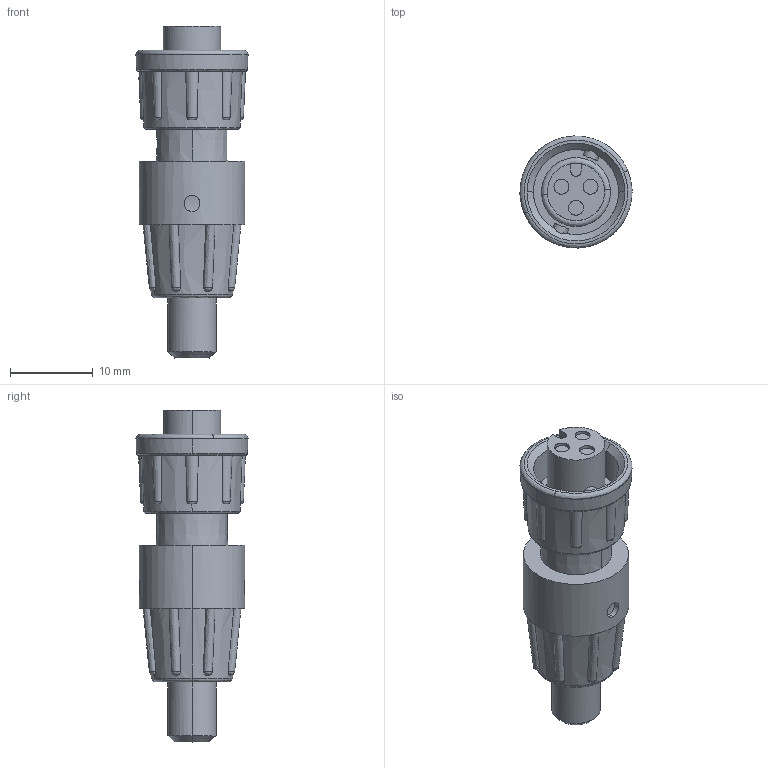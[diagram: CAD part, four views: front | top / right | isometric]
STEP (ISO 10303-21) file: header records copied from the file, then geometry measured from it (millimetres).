
FILE_DESCRIPTION (( 'STEP AP203' ), '1' );
FILE_NAME ('16280-3SG-311.STEP', '2014-08-08T13:49:29', ( '' ), ( '' ), 'SwSTEP 2.0', 'SolidWorks 2014', '' );
FILE_SCHEMA (( 'CONFIG_CONTROL_DESIGN' ));
Length unit declared in the file: inch
Products named in the file (1): 16280-3SG-311
Bounding box: 13.51 x 13.51 x 40.01 mm (x, y, z)
Volume: 3113.3 mm3; surface area: 2077.1 mm2
Topology: 1 solids, 1 shells, 154 faces, 447 edges, 306 vertices
Faces by surface type: bspline 53, plane 52, cylinder 26, cone 23
Entity records: 12078 total; most frequent: CARTESIAN_POINT 8572, ORIENTED_EDGE 894, DIRECTION 486, EDGE_CURVE 447, VERTEX_POINT 306, B_SPLINE_CURVE_WITH_KNOTS 253, AXIS2_PLACEMENT_3D 213, EDGE_LOOP 165
